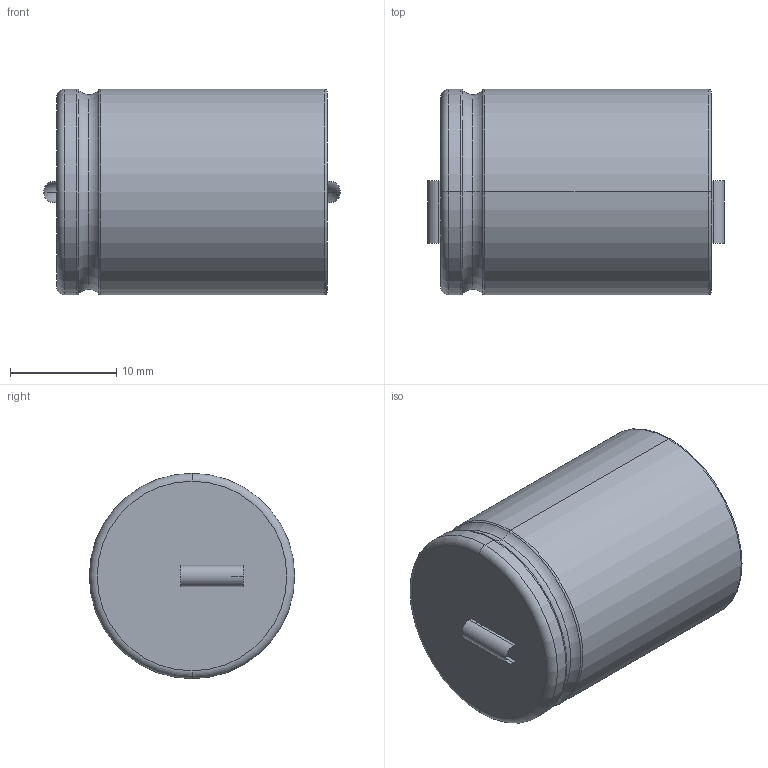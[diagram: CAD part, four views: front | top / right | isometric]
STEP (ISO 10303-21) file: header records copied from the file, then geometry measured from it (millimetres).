
FILE_DESCRIPTION (( 'STEP AP214' ), '1' );
FILE_NAME ( 'CAPPAD2590W200L2540D1930.STEP', '2016-04-07T17:38:11', ( '' ), ( '' ), 'FPX Expert 2013', 'PCB Libraries', '' );
FILE_SCHEMA (( 'AUTOMOTIVE_DESIGN' ));
Length unit declared in the file: millimetre
Products named in the file (1): CAPPAD2590W200L2540D1930
Bounding box: 27.9 x 19.3 x 19.3 mm (x, y, z)
Volume: 7399.2 mm3; surface area: 2350.6 mm2
Topology: 3 solids, 3 shells, 34 faces, 66 edges, 38 vertices
Faces by surface type: torus 16, cylinder 12, plane 6
Entity records: 1030 total; most frequent: DIRECTION 190, CARTESIAN_POINT 139, ORIENTED_EDGE 132, AXIS2_PLACEMENT_3D 89, EDGE_CURVE 66, CIRCLE 54, VERTEX_POINT 38, STYLED_ITEM 38
